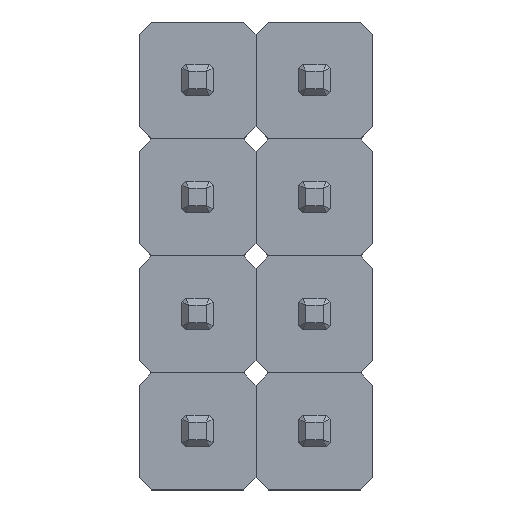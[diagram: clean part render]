
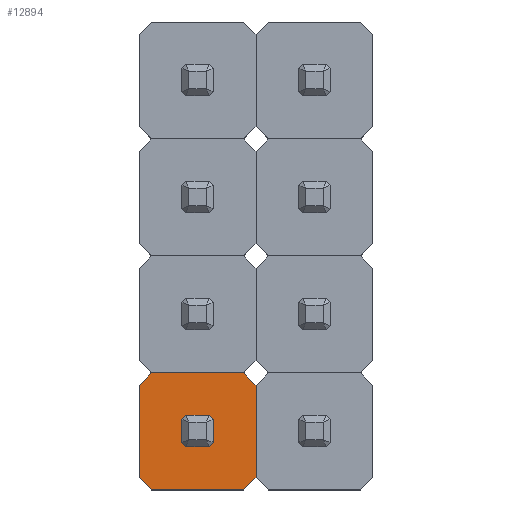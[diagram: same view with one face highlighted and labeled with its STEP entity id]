
A CAD part, top view. The second image highlights one B-rep face of the part: STEP entity #12894.
In plain terms, the highlighted planar face has unit normal (0, 0, 1).
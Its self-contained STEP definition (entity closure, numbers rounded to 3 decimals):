
#12233 = PLANE('',#12234);
#12234 = AXIS2_PLACEMENT_3D('',#12235,#12236,#12237);
#12235 = CARTESIAN_POINT('',(-2.54,-4.81,0.54));
#12236 = DIRECTION('',(-1.,0.,0.));
#12237 = DIRECTION('',(0.,1.,0.));
#12287 = PLANE('',#12288);
#12288 = AXIS2_PLACEMENT_3D('',#12289,#12290,#12291);
#12289 = CARTESIAN_POINT('',(0.,-2.81,0.54));
#12290 = DIRECTION('',(1.,0.,0.));
#12291 = DIRECTION('',(0.,-1.,0.));
#12390 = PLANE('',#12391);
#12391 = AXIS2_PLACEMENT_3D('',#12392,#12393,#12394);
#12392 = CARTESIAN_POINT('',(-2.54,-2.81,0.54));
#12393 = DIRECTION('',(-0.707,0.707,0.));
#12394 = DIRECTION('',(0.707,0.707,0.));
#12418 = PLANE('',#12419);
#12419 = AXIS2_PLACEMENT_3D('',#12420,#12421,#12422);
#12420 = CARTESIAN_POINT('',(-2.27,-2.54,0.54));
#12421 = DIRECTION('',(0.,1.,0.));
#12422 = DIRECTION('',(1.,0.,0.));
#12444 = PLANE('',#12445);
#12445 = AXIS2_PLACEMENT_3D('',#12446,#12447,#12448);
#12446 = CARTESIAN_POINT('',(-0.27,-2.54,0.54));
#12447 = DIRECTION('',(0.707,0.707,0.));
#12448 = DIRECTION('',(0.707,-0.707,0.));
#12492 = VERTEX_POINT('',#12493);
#12493 = CARTESIAN_POINT('',(-2.54,-4.81,2.54));
#12507 = PLANE('',#12508);
#12508 = AXIS2_PLACEMENT_3D('',#12509,#12510,#12511);
#12509 = CARTESIAN_POINT('',(-2.27,-5.08,0.54));
#12510 = DIRECTION('',(-0.707,-0.707,0.));
#12511 = DIRECTION('',(-0.707,0.707,0.));
#12519 = EDGE_CURVE('',#12492,#12520,#12522,.T.);
#12520 = VERTEX_POINT('',#12521);
#12521 = CARTESIAN_POINT('',(-2.54,-2.81,2.54));
#12522 = SURFACE_CURVE('',#12523,(#12527,#12534),.PCURVE_S1.);
#12523 = LINE('',#12524,#12525);
#12524 = CARTESIAN_POINT('',(-2.54,-4.81,2.54));
#12525 = VECTOR('',#12526,1.);
#12526 = DIRECTION('',(0.,1.,0.));
#12527 = PCURVE('',#12233,#12528);
#12528 = DEFINITIONAL_REPRESENTATION('',(#12529),#12533);
#12529 = LINE('',#12530,#12531);
#12530 = CARTESIAN_POINT('',(0.,-2.));
#12531 = VECTOR('',#12532,1.);
#12532 = DIRECTION('',(1.,0.));
#12533 = ( GEOMETRIC_REPRESENTATION_CONTEXT(2) 
PARAMETRIC_REPRESENTATION_CONTEXT() REPRESENTATION_CONTEXT('2D SPACE',''
  ) );
#12534 = PCURVE('',#12535,#12540);
#12535 = PLANE('',#12536);
#12536 = AXIS2_PLACEMENT_3D('',#12537,#12538,#12539);
#12537 = CARTESIAN_POINT('',(-1.27,-3.81,2.54));
#12538 = DIRECTION('',(0.,0.,-1.));
#12539 = DIRECTION('',(-1.,0.,0.));
#12540 = DEFINITIONAL_REPRESENTATION('',(#12541),#12545);
#12541 = LINE('',#12542,#12543);
#12542 = CARTESIAN_POINT('',(1.27,-1.));
#12543 = VECTOR('',#12544,1.);
#12544 = DIRECTION('',(0.,1.));
#12545 = ( GEOMETRIC_REPRESENTATION_CONTEXT(2) 
PARAMETRIC_REPRESENTATION_CONTEXT() REPRESENTATION_CONTEXT('2D SPACE',''
  ) );
#12573 = VERTEX_POINT('',#12574);
#12574 = CARTESIAN_POINT('',(0.,-2.81,2.54));
#12595 = EDGE_CURVE('',#12573,#12596,#12598,.T.);
#12596 = VERTEX_POINT('',#12597);
#12597 = CARTESIAN_POINT('',(0.,-4.81,2.54));
#12598 = SURFACE_CURVE('',#12599,(#12603,#12610),.PCURVE_S1.);
#12599 = LINE('',#12600,#12601);
#12600 = CARTESIAN_POINT('',(0.,-2.81,2.54));
#12601 = VECTOR('',#12602,1.);
#12602 = DIRECTION('',(0.,-1.,0.));
#12603 = PCURVE('',#12287,#12604);
#12604 = DEFINITIONAL_REPRESENTATION('',(#12605),#12609);
#12605 = LINE('',#12606,#12607);
#12606 = CARTESIAN_POINT('',(0.,-2.));
#12607 = VECTOR('',#12608,1.);
#12608 = DIRECTION('',(1.,0.));
#12609 = ( GEOMETRIC_REPRESENTATION_CONTEXT(2) 
PARAMETRIC_REPRESENTATION_CONTEXT() REPRESENTATION_CONTEXT('2D SPACE',''
  ) );
#12610 = PCURVE('',#12535,#12611);
#12611 = DEFINITIONAL_REPRESENTATION('',(#12612),#12616);
#12612 = LINE('',#12613,#12614);
#12613 = CARTESIAN_POINT('',(-1.27,1.));
#12614 = VECTOR('',#12615,1.);
#12615 = DIRECTION('',(-0.,-1.));
#12616 = ( GEOMETRIC_REPRESENTATION_CONTEXT(2) 
PARAMETRIC_REPRESENTATION_CONTEXT() REPRESENTATION_CONTEXT('2D SPACE',''
  ) );
#12632 = PLANE('',#12633);
#12633 = AXIS2_PLACEMENT_3D('',#12634,#12635,#12636);
#12634 = CARTESIAN_POINT('',(0.,-4.81,0.54));
#12635 = DIRECTION('',(0.707,-0.707,0.));
#12636 = DIRECTION('',(-0.707,-0.707,0.));
#12649 = VERTEX_POINT('',#12650);
#12650 = CARTESIAN_POINT('',(-0.27,-2.54,2.54));
#12671 = EDGE_CURVE('',#12649,#12573,#12672,.T.);
#12672 = SURFACE_CURVE('',#12673,(#12677,#12684),.PCURVE_S1.);
#12673 = LINE('',#12674,#12675);
#12674 = CARTESIAN_POINT('',(-0.27,-2.54,2.54));
#12675 = VECTOR('',#12676,1.);
#12676 = DIRECTION('',(0.707,-0.707,0.));
#12677 = PCURVE('',#12444,#12678);
#12678 = DEFINITIONAL_REPRESENTATION('',(#12679),#12683);
#12679 = LINE('',#12680,#12681);
#12680 = CARTESIAN_POINT('',(0.,-2.));
#12681 = VECTOR('',#12682,1.);
#12682 = DIRECTION('',(1.,0.));
#12683 = ( GEOMETRIC_REPRESENTATION_CONTEXT(2) 
PARAMETRIC_REPRESENTATION_CONTEXT() REPRESENTATION_CONTEXT('2D SPACE',''
  ) );
#12684 = PCURVE('',#12535,#12685);
#12685 = DEFINITIONAL_REPRESENTATION('',(#12686),#12690);
#12686 = LINE('',#12687,#12688);
#12687 = CARTESIAN_POINT('',(-1.,1.27));
#12688 = VECTOR('',#12689,1.);
#12689 = DIRECTION('',(-0.707,-0.707));
#12690 = ( GEOMETRIC_REPRESENTATION_CONTEXT(2) 
PARAMETRIC_REPRESENTATION_CONTEXT() REPRESENTATION_CONTEXT('2D SPACE',''
  ) );
#12698 = VERTEX_POINT('',#12699);
#12699 = CARTESIAN_POINT('',(-2.27,-2.54,2.54));
#12720 = EDGE_CURVE('',#12698,#12649,#12721,.T.);
#12721 = SURFACE_CURVE('',#12722,(#12726,#12733),.PCURVE_S1.);
#12722 = LINE('',#12723,#12724);
#12723 = CARTESIAN_POINT('',(-2.27,-2.54,2.54));
#12724 = VECTOR('',#12725,1.);
#12725 = DIRECTION('',(1.,0.,0.));
#12726 = PCURVE('',#12418,#12727);
#12727 = DEFINITIONAL_REPRESENTATION('',(#12728),#12732);
#12728 = LINE('',#12729,#12730);
#12729 = CARTESIAN_POINT('',(0.,-2.));
#12730 = VECTOR('',#12731,1.);
#12731 = DIRECTION('',(1.,0.));
#12732 = ( GEOMETRIC_REPRESENTATION_CONTEXT(2) 
PARAMETRIC_REPRESENTATION_CONTEXT() REPRESENTATION_CONTEXT('2D SPACE',''
  ) );
#12733 = PCURVE('',#12535,#12734);
#12734 = DEFINITIONAL_REPRESENTATION('',(#12735),#12739);
#12735 = LINE('',#12736,#12737);
#12736 = CARTESIAN_POINT('',(1.,1.27));
#12737 = VECTOR('',#12738,1.);
#12738 = DIRECTION('',(-1.,0.));
#12739 = ( GEOMETRIC_REPRESENTATION_CONTEXT(2) 
PARAMETRIC_REPRESENTATION_CONTEXT() REPRESENTATION_CONTEXT('2D SPACE',''
  ) );
#12747 = EDGE_CURVE('',#12520,#12698,#12748,.T.);
#12748 = SURFACE_CURVE('',#12749,(#12753,#12760),.PCURVE_S1.);
#12749 = LINE('',#12750,#12751);
#12750 = CARTESIAN_POINT('',(-2.54,-2.81,2.54));
#12751 = VECTOR('',#12752,1.);
#12752 = DIRECTION('',(0.707,0.707,0.));
#12753 = PCURVE('',#12390,#12754);
#12754 = DEFINITIONAL_REPRESENTATION('',(#12755),#12759);
#12755 = LINE('',#12756,#12757);
#12756 = CARTESIAN_POINT('',(0.,-2.));
#12757 = VECTOR('',#12758,1.);
#12758 = DIRECTION('',(1.,0.));
#12759 = ( GEOMETRIC_REPRESENTATION_CONTEXT(2) 
PARAMETRIC_REPRESENTATION_CONTEXT() REPRESENTATION_CONTEXT('2D SPACE',''
  ) );
#12760 = PCURVE('',#12535,#12761);
#12761 = DEFINITIONAL_REPRESENTATION('',(#12762),#12766);
#12762 = LINE('',#12763,#12764);
#12763 = CARTESIAN_POINT('',(1.27,1.));
#12764 = VECTOR('',#12765,1.);
#12765 = DIRECTION('',(-0.707,0.707));
#12766 = ( GEOMETRIC_REPRESENTATION_CONTEXT(2) 
PARAMETRIC_REPRESENTATION_CONTEXT() REPRESENTATION_CONTEXT('2D SPACE',''
  ) );
#12834 = PLANE('',#12835);
#12835 = AXIS2_PLACEMENT_3D('',#12836,#12837,#12838);
#12836 = CARTESIAN_POINT('',(-0.27,-5.08,0.54));
#12837 = DIRECTION('',(0.,-1.,0.));
#12838 = DIRECTION('',(-1.,0.,0.));
#12850 = VERTEX_POINT('',#12851);
#12851 = CARTESIAN_POINT('',(-2.27,-5.08,2.54));
#12872 = EDGE_CURVE('',#12850,#12492,#12873,.T.);
#12873 = SURFACE_CURVE('',#12874,(#12878,#12885),.PCURVE_S1.);
#12874 = LINE('',#12875,#12876);
#12875 = CARTESIAN_POINT('',(-2.27,-5.08,2.54));
#12876 = VECTOR('',#12877,1.);
#12877 = DIRECTION('',(-0.707,0.707,0.));
#12878 = PCURVE('',#12507,#12879);
#12879 = DEFINITIONAL_REPRESENTATION('',(#12880),#12884);
#12880 = LINE('',#12881,#12882);
#12881 = CARTESIAN_POINT('',(0.,-2.));
#12882 = VECTOR('',#12883,1.);
#12883 = DIRECTION('',(1.,0.));
#12884 = ( GEOMETRIC_REPRESENTATION_CONTEXT(2) 
PARAMETRIC_REPRESENTATION_CONTEXT() REPRESENTATION_CONTEXT('2D SPACE',''
  ) );
#12885 = PCURVE('',#12535,#12886);
#12886 = DEFINITIONAL_REPRESENTATION('',(#12887),#12891);
#12887 = LINE('',#12888,#12889);
#12888 = CARTESIAN_POINT('',(1.,-1.27));
#12889 = VECTOR('',#12890,1.);
#12890 = DIRECTION('',(0.707,0.707));
#12891 = ( GEOMETRIC_REPRESENTATION_CONTEXT(2) 
PARAMETRIC_REPRESENTATION_CONTEXT() REPRESENTATION_CONTEXT('2D SPACE',''
  ) );
#12894 = ADVANCED_FACE('',(#12895),#12535,.F.);
#12895 = FACE_BOUND('',#12896,.F.);
#12896 = EDGE_LOOP('',(#12897,#12898,#12899,#12900,#12901,#12902,#12925,
    #12946));
#12897 = ORIENTED_EDGE('',*,*,#12519,.T.);
#12898 = ORIENTED_EDGE('',*,*,#12747,.T.);
#12899 = ORIENTED_EDGE('',*,*,#12720,.T.);
#12900 = ORIENTED_EDGE('',*,*,#12671,.T.);
#12901 = ORIENTED_EDGE('',*,*,#12595,.T.);
#12902 = ORIENTED_EDGE('',*,*,#12903,.T.);
#12903 = EDGE_CURVE('',#12596,#12904,#12906,.T.);
#12904 = VERTEX_POINT('',#12905);
#12905 = CARTESIAN_POINT('',(-0.27,-5.08,2.54));
#12906 = SURFACE_CURVE('',#12907,(#12911,#12918),.PCURVE_S1.);
#12907 = LINE('',#12908,#12909);
#12908 = CARTESIAN_POINT('',(0.,-4.81,2.54));
#12909 = VECTOR('',#12910,1.);
#12910 = DIRECTION('',(-0.707,-0.707,0.));
#12911 = PCURVE('',#12535,#12912);
#12912 = DEFINITIONAL_REPRESENTATION('',(#12913),#12917);
#12913 = LINE('',#12914,#12915);
#12914 = CARTESIAN_POINT('',(-1.27,-1.));
#12915 = VECTOR('',#12916,1.);
#12916 = DIRECTION('',(0.707,-0.707));
#12917 = ( GEOMETRIC_REPRESENTATION_CONTEXT(2) 
PARAMETRIC_REPRESENTATION_CONTEXT() REPRESENTATION_CONTEXT('2D SPACE',''
  ) );
#12918 = PCURVE('',#12632,#12919);
#12919 = DEFINITIONAL_REPRESENTATION('',(#12920),#12924);
#12920 = LINE('',#12921,#12922);
#12921 = CARTESIAN_POINT('',(0.,-2.));
#12922 = VECTOR('',#12923,1.);
#12923 = DIRECTION('',(1.,0.));
#12924 = ( GEOMETRIC_REPRESENTATION_CONTEXT(2) 
PARAMETRIC_REPRESENTATION_CONTEXT() REPRESENTATION_CONTEXT('2D SPACE',''
  ) );
#12925 = ORIENTED_EDGE('',*,*,#12926,.T.);
#12926 = EDGE_CURVE('',#12904,#12850,#12927,.T.);
#12927 = SURFACE_CURVE('',#12928,(#12932,#12939),.PCURVE_S1.);
#12928 = LINE('',#12929,#12930);
#12929 = CARTESIAN_POINT('',(-0.27,-5.08,2.54));
#12930 = VECTOR('',#12931,1.);
#12931 = DIRECTION('',(-1.,0.,0.));
#12932 = PCURVE('',#12535,#12933);
#12933 = DEFINITIONAL_REPRESENTATION('',(#12934),#12938);
#12934 = LINE('',#12935,#12936);
#12935 = CARTESIAN_POINT('',(-1.,-1.27));
#12936 = VECTOR('',#12937,1.);
#12937 = DIRECTION('',(1.,0.));
#12938 = ( GEOMETRIC_REPRESENTATION_CONTEXT(2) 
PARAMETRIC_REPRESENTATION_CONTEXT() REPRESENTATION_CONTEXT('2D SPACE',''
  ) );
#12939 = PCURVE('',#12834,#12940);
#12940 = DEFINITIONAL_REPRESENTATION('',(#12941),#12945);
#12941 = LINE('',#12942,#12943);
#12942 = CARTESIAN_POINT('',(0.,-2.));
#12943 = VECTOR('',#12944,1.);
#12944 = DIRECTION('',(1.,0.));
#12945 = ( GEOMETRIC_REPRESENTATION_CONTEXT(2) 
PARAMETRIC_REPRESENTATION_CONTEXT() REPRESENTATION_CONTEXT('2D SPACE',''
  ) );
#12946 = ORIENTED_EDGE('',*,*,#12872,.T.);
